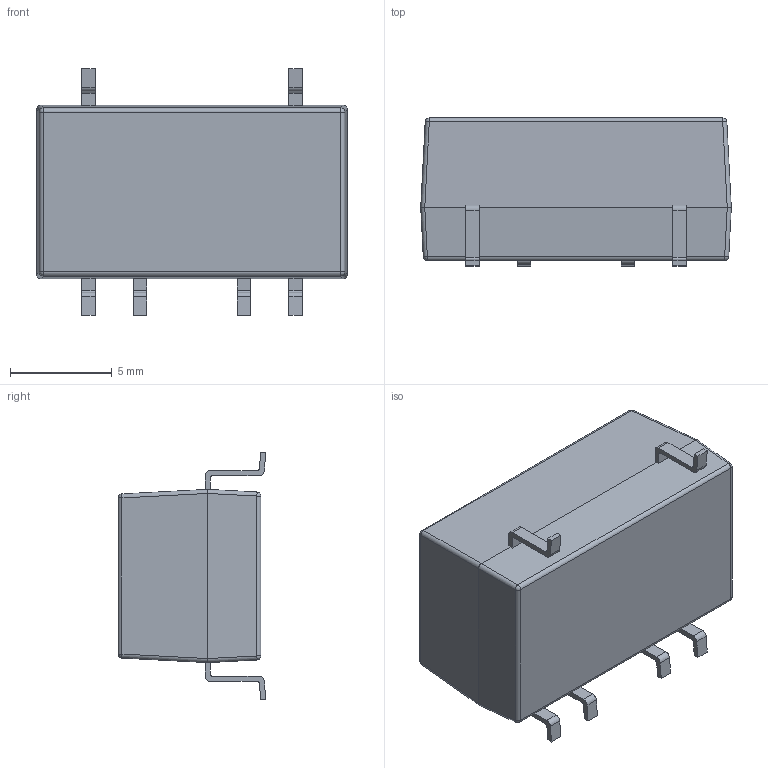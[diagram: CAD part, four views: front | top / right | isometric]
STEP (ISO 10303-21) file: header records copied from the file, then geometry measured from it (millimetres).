
FILE_DESCRIPTION (( 'STEP AP214' ), '1' );
FILE_NAME ('CUI_V7803-1000-SMT.step', '2017-08-15T20:03:41', ( '' ), ( '' ), 'SwSTEP 2.0', 'SolidWorks 2017', '' );
FILE_SCHEMA (( 'AUTOMOTIVE_DESIGN' ));
Length unit declared in the file: millimetre
Products named in the file (1): CUI_V7803-1000-SMT
Bounding box: 15.24 x 7.25 x 12.1 mm (x, y, z)
Volume: 878 mm3; surface area: 606.7 mm2
Topology: 1 solids, 1 shells, 115 faces, 304 edges, 192 vertices
Faces by surface type: plane 65, cylinder 42, sphere 8
Entity records: 4784 total; most frequent: CARTESIAN_POINT 624, DIRECTION 608, ORIENTED_EDGE 608, EDGE_CURVE 304, VECTOR 224, LINE 224, AXIS2_PLACEMENT_3D 192, VERTEX_POINT 192
